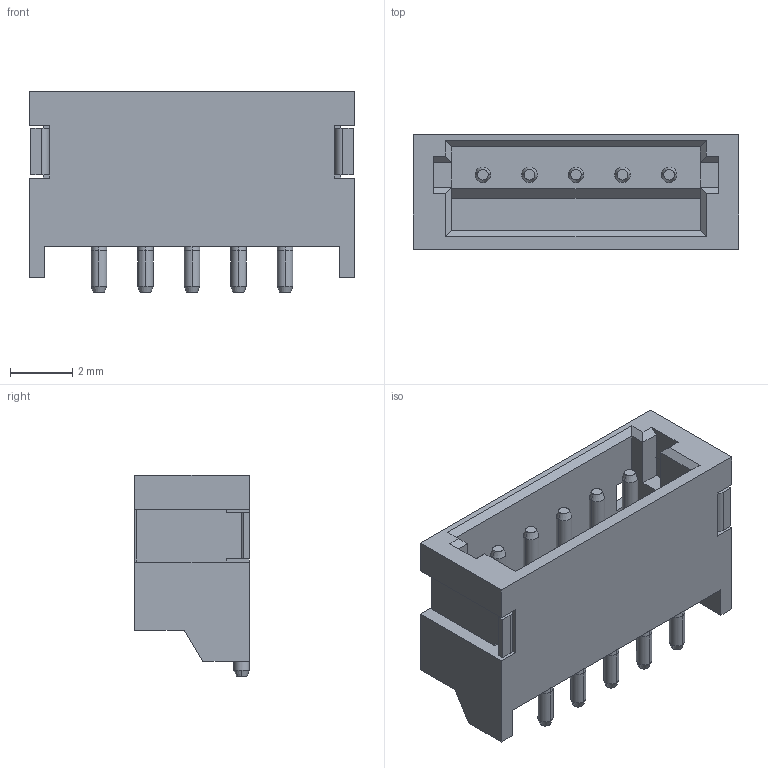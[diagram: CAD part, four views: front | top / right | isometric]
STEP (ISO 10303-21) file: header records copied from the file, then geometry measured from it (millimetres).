
FILE_DESCRIPTION (( 'STEP AP214' ), '1' );
FILE_NAME ('S5B-ZR-SM4A-TF (LF)(SN).STEP', '2023-10-24T05:54:00', ( '' ), ( '' ), 'SwSTEP 2.0', 'SolidWorks 2021', '' );
FILE_SCHEMA (( 'AUTOMOTIVE_DESIGN' ));
Length unit declared in the file: millimetre
Products named in the file (2): S5B-ZR-SM4A-TF (LF)(SN); SxB-ZR-SM4A White_5
Assembly tree (1 placements, depth 2):
  S5B-ZR-SM4A-TF (LF)(SN)
    SxB-ZR-SM4A White_5
Bounding box: 10.5 x 3.7 x 6.5 mm (x, y, z)
Volume: 121.6 mm3; surface area: 367.7 mm2
Topology: 13 solids, 13 shells, 149 faces, 352 edges, 224 vertices
Faces by surface type: plane 95, cylinder 24, cone 20, bspline 10
Entity records: 4678 total; most frequent: CARTESIAN_POINT 1039, DIRECTION 716, ORIENTED_EDGE 704, EDGE_CURVE 352, VECTOR 254, LINE 254, AXIS2_PLACEMENT_3D 231, VERTEX_POINT 224
